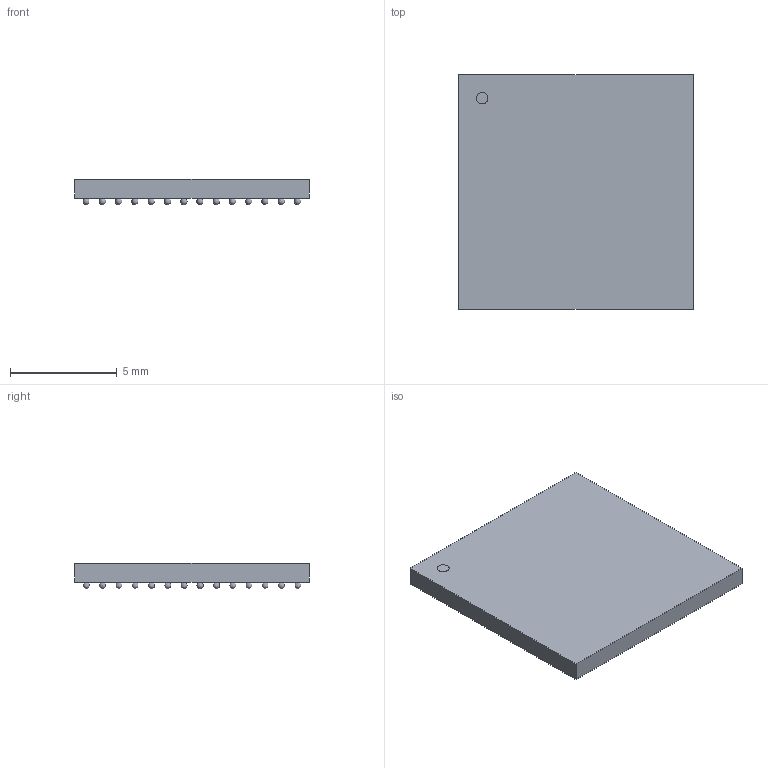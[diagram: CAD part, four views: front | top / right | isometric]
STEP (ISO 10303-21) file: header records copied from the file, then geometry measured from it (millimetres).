
FILE_DESCRIPTION(('STEP AP214'),'1');
FILE_NAME('TFBGA196_11X11_MCH','2022-02-16T19:15:45',(''),(''),'','','');
FILE_SCHEMA(('AUTOMOTIVE_DESIGN'));
Length unit declared in the file: millimetre
Products named in the file (1): product
Bounding box: 11 x 11 x 1.2 mm (x, y, z)
Volume: 113.5 mm3; surface area: 396 mm2
Topology: 394 solids, 394 shells, 401 faces, 1191 edges, 794 vertices
Faces by surface type: sphere 392, plane 8, cylinder 1
Full cylindrical faces by diameter (mm): 0.55 x1
Entity records: 3784 total; most frequent: DIRECTION 822, CARTESIAN_POINT 415, AXIS2_PLACEMENT_3D 405, STYLED_ITEM 401, ADVANCED_FACE 401, MANIFOLD_SOLID_BREP 394, CLOSED_SHELL 394, SPHERICAL_SURFACE 392
